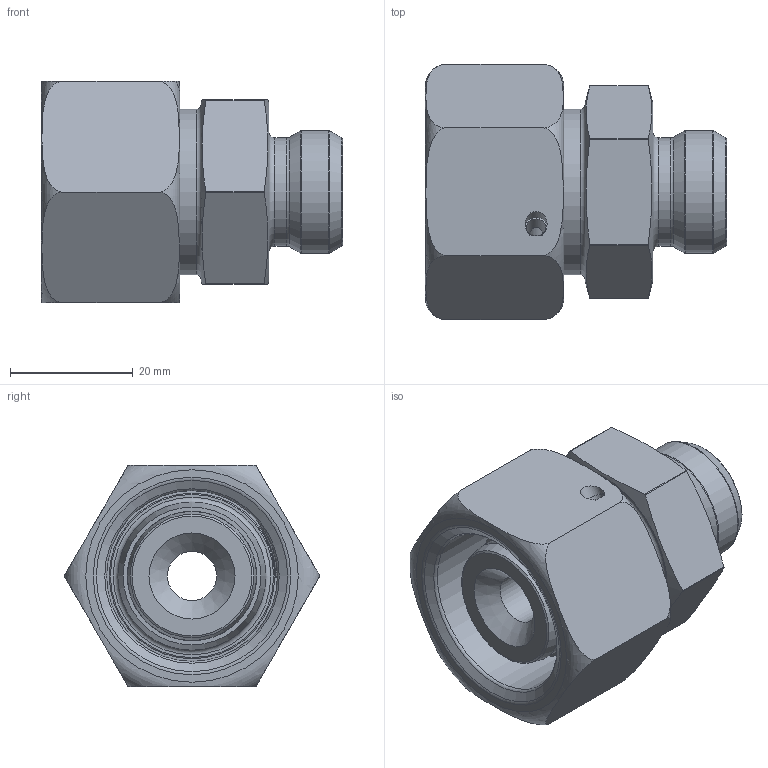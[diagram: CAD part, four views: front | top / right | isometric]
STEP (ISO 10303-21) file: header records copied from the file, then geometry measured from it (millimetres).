
FILE_DESCRIPTION(/* description */ (''),/* implementation_level */ '2;1');
FILE_NAME(/* name */ 'GDA2012.stp',/* time_stamp */ '2025-01-17T07:47:06+01:00',/* author */ (''),/* organization */ (''),/* preprocessor_version */ 'ST-DEVELOPER v16',/* originating_system */ 'SIEMENS PLM Software NX 10.0',/* authorisation */ '');
FILE_SCHEMA (('CONFIG_CONTROL_DESIGN'));
Length unit declared in the file: millimetre
Products named in the file (5): X-OR-20; X-ST20; X-MT20; X-GDA2012; GDA2012
Assembly tree (4 placements, depth 2):
  GDA2012
    X-GDA2012
    X-MT20
    X-ST20
    X-OR-20
Bounding box: 49 x 41.57 x 36 mm (x, y, z)
Volume: 31322.9 mm3; surface area: 13360.1 mm2
Topology: 4 solids, 4 shells, 263 faces, 698 edges, 458 vertices
Faces by surface type: plane 193, torus 20, cylinder 16, extrusion 16, cone 13, bspline 4, revolution 1
Full cylindrical faces by diameter (mm): 3.2 x1, 8 x1, 12.2 x1, 17.6 x1, 20 x1, 26.955 x2, 27.245 x1, 27.8 x1
Entity records: 9644 total; most frequent: CARTESIAN_POINT 3591, ORIENTED_EDGE 1280, DIRECTION 815, EDGE_CURVE 640, VERTEX_POINT 443, B_SPLINE_CURVE_WITH_KNOTS 409, EDGE_LOOP 326, AXIS2_PLACEMENT_3D 303
